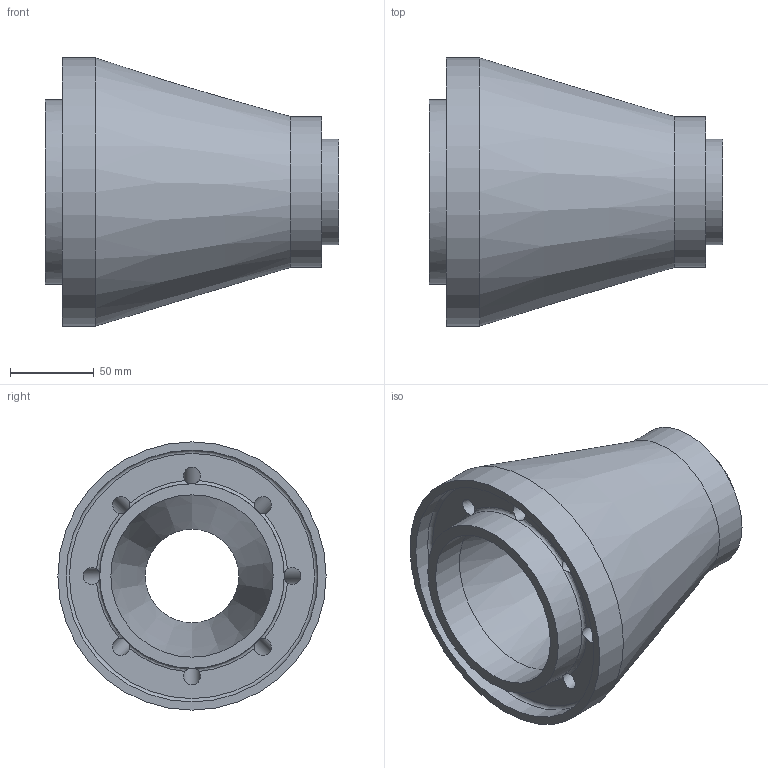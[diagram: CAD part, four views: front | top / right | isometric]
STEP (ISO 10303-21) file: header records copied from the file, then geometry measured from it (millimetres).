
FILE_DESCRIPTION(/* description */ ('STEP AP203'),/* implementation_level */ '2;1');
FILE_NAME(/* name */ 'AGRU_70198116337_Poly-Flo Reducer_concentric_PE 100-RC black_160_110-90_63 SDR33_17 (architecture400)',/* time_stamp */ '2022-10-26T14:50:45+02:00',/* author */ ('License CC BY-ND 4.0'),/* organization */ ('CADENAS'),/* preprocessor_version */ 'ST-DEVELOPER v18.102',/* originating_system */ 'PARTsolutions',/* authorisation */ ' ');
FILE_SCHEMA (('CONFIG_CONTROL_DESIGN'));
Length unit declared in the file: millimetre
Products named in the file (1): AGRU_70198116337_Poly-Flo Reducer_concentric_PE 100-RC black_160/110-
90/63  SDR33/17 (architecture400)
Bounding box: 175 x 160 x 160 mm (x, y, z)
Volume: 1089838.6 mm3; surface area: 176764.1 mm2
Topology: 1 solids, 1 shells, 50 faces, 159 edges, 98 vertices
Faces by surface type: plane 21, cylinder 16, torus 11, cone 2
Full cylindrical faces by diameter (mm): 10.182 x8, 55.8 x1, 63 x1, 85.4 x1, 90 x1, 96.8 x1, 110 x1, 150.2 x1, 160 x1
Entity records: 1842 total; most frequent: CARTESIAN_POINT 523, DIRECTION 286, ORIENTED_EDGE 256, AXIS2_PLACEMENT_3D 139, EDGE_CURVE 128, VERTEX_POINT 88, EDGE_LOOP 76, FACE_BOUND 76
